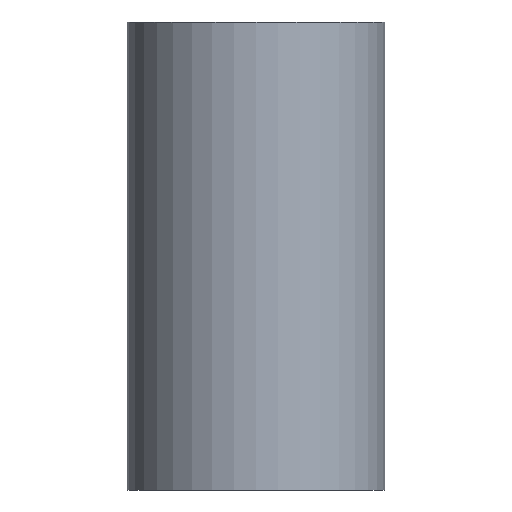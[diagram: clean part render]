
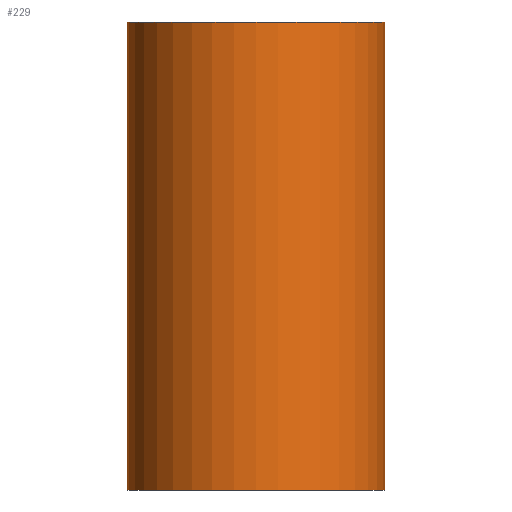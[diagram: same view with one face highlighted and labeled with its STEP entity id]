
A CAD part, front view. The second image highlights one B-rep face of the part: STEP entity #229.
In plain terms, the highlighted cylindrical face has radius 143 mm (diameter 286 mm), a full revolution.
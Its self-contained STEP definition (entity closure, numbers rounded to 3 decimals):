
#27=FACE_BOUND('',#92,.T.);
#28=FACE_BOUND('',#93,.T.);
#36=ELLIPSE('',#263,202.233,143.);
#37=ELLIPSE('',#264,202.233,143.);
#46=CYLINDRICAL_SURFACE('',#269,143.);
#62=FACE_OUTER_BOUND('',#91,.T.);
#91=EDGE_LOOP('',(#200));
#92=EDGE_LOOP('',(#201,#202));
#93=EDGE_LOOP('',(#203));
#108=CIRCLE('',#268,143.);
#109=CIRCLE('',#270,143.);
#129=VERTEX_POINT('',#402);
#130=VERTEX_POINT('',#403);
#132=VERTEX_POINT('',#410);
#133=VERTEX_POINT('',#413);
#153=EDGE_CURVE('',#129,#130,#36,.T.);
#154=EDGE_CURVE('',#130,#129,#37,.T.);
#156=EDGE_CURVE('',#132,#132,#108,.T.);
#157=EDGE_CURVE('',#133,#133,#109,.T.);
#200=ORIENTED_EDGE('',*,*,#156,.F.);
#201=ORIENTED_EDGE('',*,*,#154,.T.);
#202=ORIENTED_EDGE('',*,*,#153,.T.);
#203=ORIENTED_EDGE('',*,*,#157,.F.);
#229=ADVANCED_FACE('',(#62,#27,#28),#46,.T.);
#263=AXIS2_PLACEMENT_3D('',#404,#336,#337);
#264=AXIS2_PLACEMENT_3D('',#405,#338,#339);
#268=AXIS2_PLACEMENT_3D('',#411,#346,#347);
#269=AXIS2_PLACEMENT_3D('',#412,#348,#349);
#270=AXIS2_PLACEMENT_3D('',#414,#350,#351);
#336=DIRECTION('center_axis',(0.,-0.707,-0.707));
#337=DIRECTION('ref_axis',(0.,0.707,-0.707));
#338=DIRECTION('center_axis',(0.,-0.707,0.707));
#339=DIRECTION('ref_axis',(0.,-0.707,-0.707));
#346=DIRECTION('center_axis',(0.,0.,-1.));
#347=DIRECTION('ref_axis',(-1.,0.,0.));
#348=DIRECTION('center_axis',(0.,0.,1.));
#349=DIRECTION('ref_axis',(-1.,0.,0.));
#350=DIRECTION('center_axis',(0.,0.,1.));
#351=DIRECTION('ref_axis',(-1.,0.,0.));
#402=CARTESIAN_POINT('',(-143.,0.,0.));
#403=CARTESIAN_POINT('',(143.,0.,0.));
#404=CARTESIAN_POINT('Origin',(0.,0.,0.));
#405=CARTESIAN_POINT('Origin',(0.,0.,0.));
#410=CARTESIAN_POINT('',(143.,0.,-259.5));
#411=CARTESIAN_POINT('Origin',(0.,0.,-259.5));
#412=CARTESIAN_POINT('Origin',(0.,0.,0.));
#413=CARTESIAN_POINT('',(143.,0.,259.5));
#414=CARTESIAN_POINT('Origin',(0.,0.,259.5));
